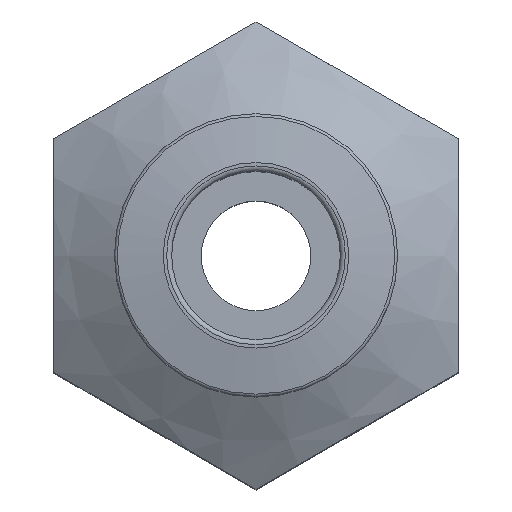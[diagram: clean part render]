
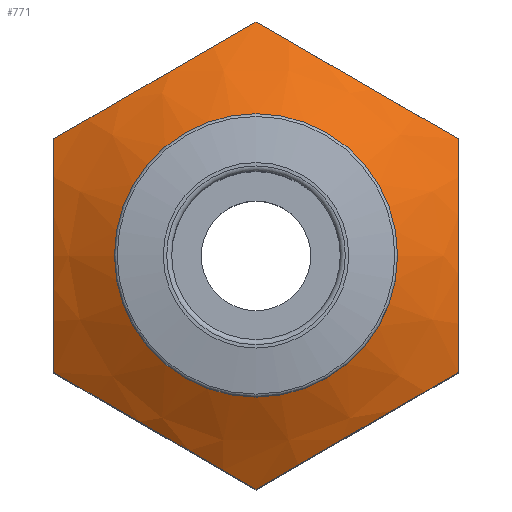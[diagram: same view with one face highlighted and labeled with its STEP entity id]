
A CAD part, top view. The second image highlights one B-rep face of the part: STEP entity #771.
In plain terms, the highlighted conical face has half-angle 60 degrees and reference radius 14.4 mm.
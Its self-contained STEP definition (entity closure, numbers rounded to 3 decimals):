
#135=CIRCLE('',#881,8.4);
#230=ORIENTED_EDGE('',*,*,#395,.T.);
#231=ORIENTED_EDGE('',*,*,#396,.F.);
#232=ORIENTED_EDGE('',*,*,#397,.F.);
#233=ORIENTED_EDGE('',*,*,#398,.F.);
#234=ORIENTED_EDGE('',*,*,#399,.F.);
#235=ORIENTED_EDGE('',*,*,#400,.F.);
#236=ORIENTED_EDGE('',*,*,#401,.F.);
#395=EDGE_CURVE('',#481,#481,#135,.T.);
#396=EDGE_CURVE('',#482,#483,#517,.T.);
#397=EDGE_CURVE('',#484,#482,#518,.T.);
#398=EDGE_CURVE('',#485,#484,#519,.T.);
#399=EDGE_CURVE('',#486,#485,#520,.T.);
#400=EDGE_CURVE('',#487,#486,#521,.T.);
#401=EDGE_CURVE('',#483,#487,#522,.T.);
#481=VERTEX_POINT('',#1361);
#482=VERTEX_POINT('',#1369);
#483=VERTEX_POINT('',#1370);
#484=VERTEX_POINT('',#1378);
#485=VERTEX_POINT('',#1386);
#486=VERTEX_POINT('',#1394);
#487=VERTEX_POINT('',#1402);
#517=B_SPLINE_CURVE_WITH_KNOTS('',3,(#1362,#1363,#1364,#1365,#1366,#1367,
#1368),.UNSPECIFIED.,.F.,.F.,(4,1,1,1,4),(0.016,0.019,
0.023,0.026,0.03),.UNSPECIFIED.);
#518=B_SPLINE_CURVE_WITH_KNOTS('',3,(#1371,#1372,#1373,#1374,#1375,#1376,
#1377),.UNSPECIFIED.,.F.,.F.,(4,1,1,1,4),(0.,0.003,
0.007,0.01,0.014),
 .UNSPECIFIED.);
#519=B_SPLINE_CURVE_WITH_KNOTS('',3,(#1379,#1380,#1381,#1382,#1383,#1384,
#1385),.UNSPECIFIED.,.F.,.F.,(4,1,1,1,4),(0.,0.003,
0.007,0.01,0.014),
 .UNSPECIFIED.);
#520=B_SPLINE_CURVE_WITH_KNOTS('',3,(#1387,#1388,#1389,#1390,#1391,#1392,
#1393),.UNSPECIFIED.,.F.,.F.,(4,1,1,1,4),(0.016,0.019,
0.023,0.026,0.03),.UNSPECIFIED.);
#521=B_SPLINE_CURVE_WITH_KNOTS('',3,(#1395,#1396,#1397,#1398,#1399,#1400,
#1401),.UNSPECIFIED.,.F.,.F.,(4,1,1,1,4),(0.,0.003,
0.007,0.01,0.014),
 .UNSPECIFIED.);
#522=B_SPLINE_CURVE_WITH_KNOTS('',3,(#1403,#1404,#1405,#1406,#1407,#1408,
#1409),.UNSPECIFIED.,.F.,.F.,(4,1,1,1,4),(0.,0.003,
0.007,0.01,0.014),
 .UNSPECIFIED.);
#587=EDGE_LOOP('',(#230));
#588=EDGE_LOOP('',(#231,#232,#233,#234,#235,#236));
#683=FACE_BOUND('',#587,.T.);
#684=FACE_BOUND('',#588,.T.);
#733=CONICAL_SURFACE('',#880,14.4,1.047);
#771=ADVANCED_FACE('',(#683,#684),#733,.T.);
#880=AXIS2_PLACEMENT_3D('',#1359,#1065,#1066);
#881=AXIS2_PLACEMENT_3D('',#1360,#1067,#1068);
#1065=DIRECTION('',(0.,0.,-1.));
#1066=DIRECTION('',(-1.,0.,0.));
#1067=DIRECTION('',(0.,0.,-1.));
#1068=DIRECTION('',(-1.,0.,0.));
#1359=CARTESIAN_POINT('',(0.,0.,36.869));
#1360=CARTESIAN_POINT('',(0.,0.,40.333));
#1361=CARTESIAN_POINT('',(-8.4,0.,40.333));
#1362=CARTESIAN_POINT('',(-12.,-6.928,37.183));
#1363=CARTESIAN_POINT('',(-12.,-5.8,37.509));
#1364=CARTESIAN_POINT('',(-12.,-3.53,38.048));
#1365=CARTESIAN_POINT('',(-12.,0.002,38.358));
#1366=CARTESIAN_POINT('',(-12.,3.53,38.048));
#1367=CARTESIAN_POINT('',(-12.,5.801,37.509));
#1368=CARTESIAN_POINT('',(-12.,6.928,37.183));
#1369=CARTESIAN_POINT('',(-12.,-6.928,37.183));
#1370=CARTESIAN_POINT('',(-12.,6.928,37.183));
#1371=CARTESIAN_POINT('',(0.,-13.856,37.183));
#1372=CARTESIAN_POINT('',(-0.98,-13.291,37.51));
#1373=CARTESIAN_POINT('',(-2.951,-12.153,38.048));
#1374=CARTESIAN_POINT('',(-5.983,-10.402,38.358));
#1375=CARTESIAN_POINT('',(-9.046,-8.634,38.051));
#1376=CARTESIAN_POINT('',(-11.019,-7.495,37.51));
#1377=CARTESIAN_POINT('',(-12.,-6.928,37.183));
#1378=CARTESIAN_POINT('',(0.,-13.856,37.183));
#1379=CARTESIAN_POINT('',(12.,-6.928,37.183));
#1380=CARTESIAN_POINT('',(11.02,-7.494,37.51));
#1381=CARTESIAN_POINT('',(9.049,-8.632,38.048));
#1382=CARTESIAN_POINT('',(6.017,-10.383,38.358));
#1383=CARTESIAN_POINT('',(2.954,-12.151,38.051));
#1384=CARTESIAN_POINT('',(0.981,-13.29,37.51));
#1385=CARTESIAN_POINT('',(0.,-13.856,37.183));
#1386=CARTESIAN_POINT('',(12.,-6.928,37.183));
#1387=CARTESIAN_POINT('',(12.,6.928,37.183));
#1388=CARTESIAN_POINT('',(12.,5.8,37.509));
#1389=CARTESIAN_POINT('',(12.,3.53,38.048));
#1390=CARTESIAN_POINT('',(12.,-0.002,38.358));
#1391=CARTESIAN_POINT('',(12.,-3.53,38.048));
#1392=CARTESIAN_POINT('',(12.,-5.801,37.509));
#1393=CARTESIAN_POINT('',(12.,-6.928,37.183));
#1394=CARTESIAN_POINT('',(12.,6.928,37.183));
#1395=CARTESIAN_POINT('',(0.,13.856,37.183));
#1396=CARTESIAN_POINT('',(0.98,13.291,37.51));
#1397=CARTESIAN_POINT('',(2.951,12.153,38.048));
#1398=CARTESIAN_POINT('',(5.983,10.402,38.358));
#1399=CARTESIAN_POINT('',(9.046,8.634,38.051));
#1400=CARTESIAN_POINT('',(11.019,7.495,37.51));
#1401=CARTESIAN_POINT('',(12.,6.928,37.183));
#1402=CARTESIAN_POINT('',(0.,13.856,37.183));
#1403=CARTESIAN_POINT('',(-12.,6.928,37.183));
#1404=CARTESIAN_POINT('',(-11.02,7.494,37.51));
#1405=CARTESIAN_POINT('',(-9.049,8.632,38.048));
#1406=CARTESIAN_POINT('',(-6.017,10.383,38.358));
#1407=CARTESIAN_POINT('',(-2.954,12.151,38.051));
#1408=CARTESIAN_POINT('',(-0.981,13.29,37.51));
#1409=CARTESIAN_POINT('',(0.,13.856,37.183));
